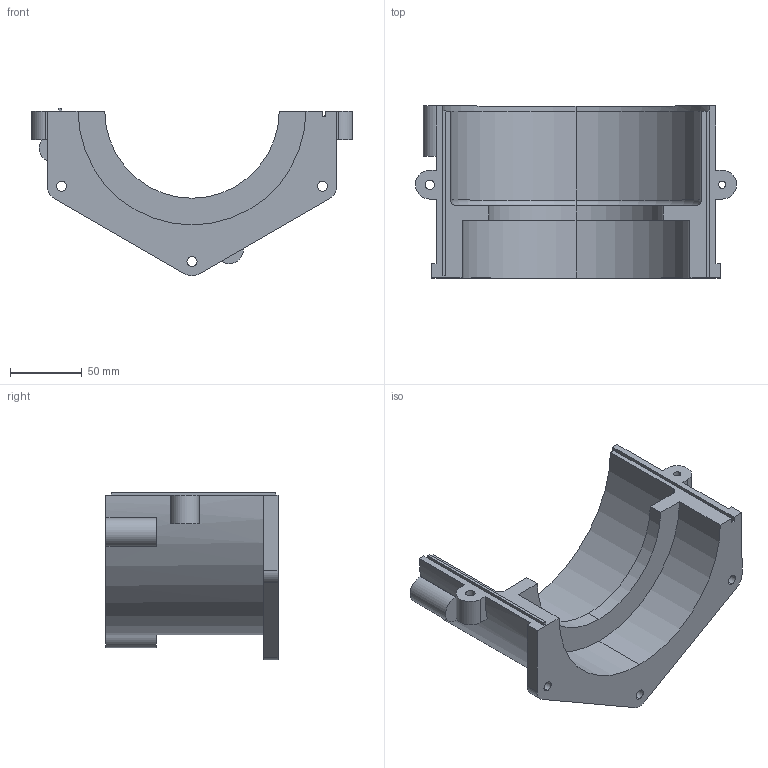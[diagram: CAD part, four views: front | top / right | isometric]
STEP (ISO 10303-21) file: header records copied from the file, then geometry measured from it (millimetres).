
FILE_DESCRIPTION (( 'STEP AP203' ), '1' );
FILE_NAME ('P026_v03 - fechamento_traseiro_motor.STEP', '2025-04-08T16:16:22', ( '' ), ( '' ), 'SwSTEP 2.0', 'SolidWorks 2018', '' );
FILE_SCHEMA (( 'CONFIG_CONTROL_DESIGN' ));
Length unit declared in the file: millimetre
Products named in the file (1): P026_v03 - fechamento_traseiro_motor
Bounding box: 224 x 120 x 117 mm (x, y, z)
Volume: 540592.6 mm3; surface area: 101960.2 mm2
Topology: 1 solids, 1 shells, 68 faces, 189 edges, 125 vertices
Faces by surface type: cylinder 35, plane 31, torus 2
Entity records: 2310 total; most frequent: DIRECTION 411, CARTESIAN_POINT 383, ORIENTED_EDGE 378, EDGE_CURVE 189, AXIS2_PLACEMENT_3D 153, VERTEX_POINT 125, LINE 105, VECTOR 105
